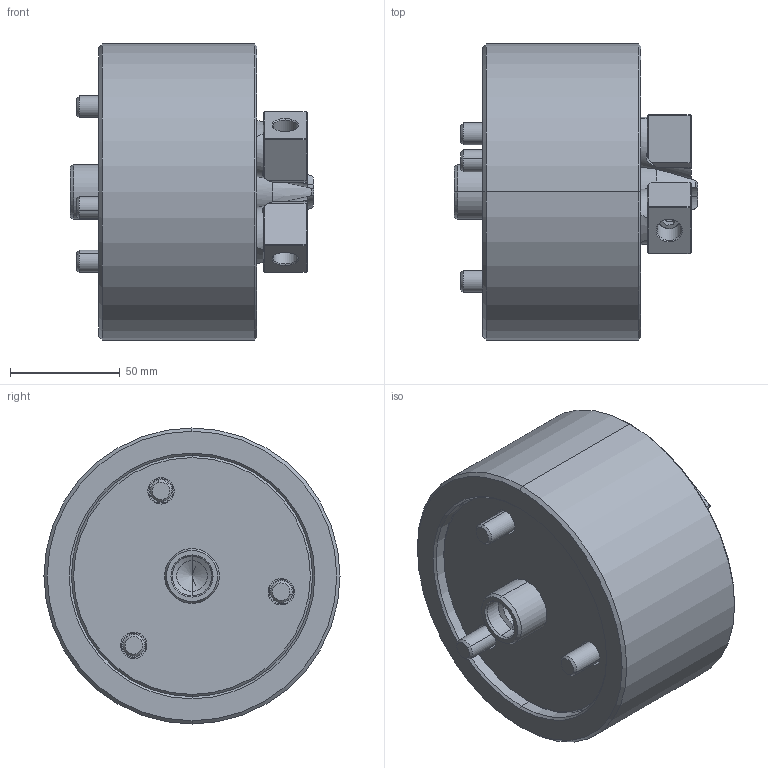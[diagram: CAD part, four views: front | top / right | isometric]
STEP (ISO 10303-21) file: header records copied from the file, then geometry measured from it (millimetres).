
FILE_DESCRIPTION (( 'STEP AP203' ), '1' );
FILE_NAME ('3E-05 外觀參考.STEP', '2017-09-13T00:45:08', ( 'temp' ), ( '' ), 'SwSTEP 2.0', 'SolidWorks 2016', '' );
FILE_SCHEMA (( 'CONFIG_CONTROL_DESIGN' ));
Length unit declared in the file: millimetre
Products named in the file (9): 圓頭內六角螺栓_M6x14; 3E-05 外觀參考; 3E-05-01010; 3E-05-02000; 3E-05-03010; 3E-05-04000; 3E-05-05010; 圓頭內六角螺栓_M6x10; 圓頭內六角螺栓_M10x70
Assembly tree (18 placements, depth 2):
  3E-05 外觀參考
    3E-05-01010
    3E-05-02000
    3E-05-03010  x3
    3E-05-04000
    3E-05-05010  x3
    圓頭內六角螺栓_M6x10  x3
    圓頭內六角螺栓_M10x70  x3
    圓頭內六角螺栓_M6x14  x3
Bounding box: 111 x 135 x 135 mm (x, y, z)
Volume: 940014.5 mm3; surface area: 157807 mm2
Topology: 18 solids, 18 shells, 513 faces, 1199 edges, 708 vertices
Faces by surface type: plane 222, cylinder 151, cone 130, torus 10
Entity records: 9298 total; most frequent: CARTESIAN_POINT 1855, DIRECTION 1381, ORIENTED_EDGE 1234, EDGE_CURVE 617, AXIS2_PLACEMENT_3D 551, VERTEX_POINT 384, EDGE_LOOP 321, VECTOR 279
